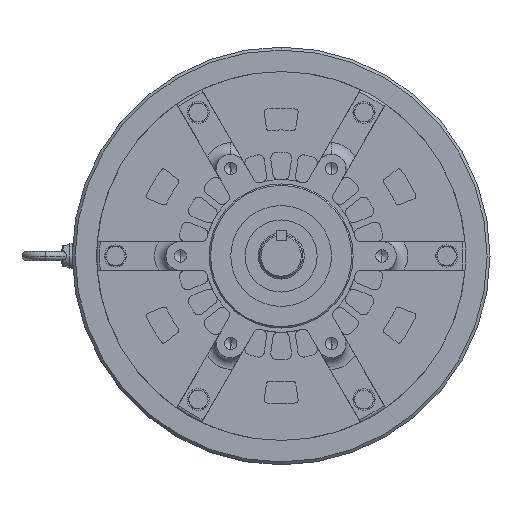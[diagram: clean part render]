
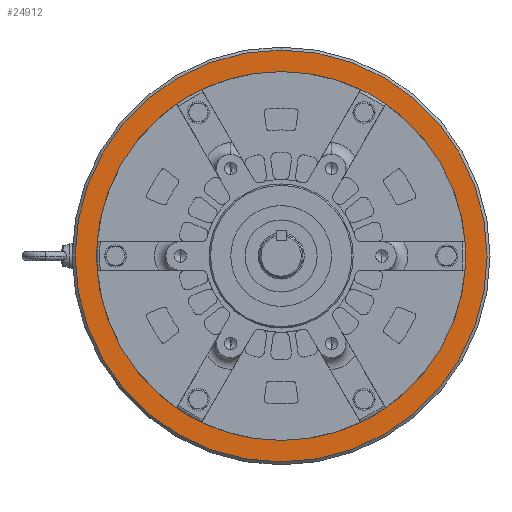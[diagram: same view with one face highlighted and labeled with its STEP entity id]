
A CAD part, left-side view. The second image highlights one B-rep face of the part: STEP entity #24912.
In plain terms, the highlighted planar face has unit normal (-1, 0, 0).
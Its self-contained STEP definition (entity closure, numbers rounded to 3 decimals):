
#321 = DIRECTION ( 'NONE',  ( -1., 0., 0. ) ) ;
#1226 = CIRCLE ( 'NONE', #2618, 128. ) ;
#1490 = CARTESIAN_POINT ( 'NONE',  ( 61.5, 0., -128. ) ) ;
#2258 = DIRECTION ( 'NONE',  ( 0., 0., 1. ) ) ;
#2618 = AXIS2_PLACEMENT_3D ( 'NONE', #17067, #6244, #6150 ) ;
#3504 = EDGE_LOOP ( 'NONE', ( #21023, #19870 ) ) ;
#4517 = CARTESIAN_POINT ( 'NONE',  ( 61.5, 0., -143. ) ) ;
#5224 = AXIS2_PLACEMENT_3D ( 'NONE', #26937, #321, #2258 ) ;
#6150 = DIRECTION ( 'NONE',  ( 0., 0., 1. ) ) ;
#6244 = DIRECTION ( 'NONE',  ( -1., 0., 0. ) ) ;
#7333 = EDGE_CURVE ( 'NONE', #26763, #21650, #1226, .T. ) ;
#7483 = EDGE_CURVE ( 'NONE', #21521, #7539, #27864, .T. ) ;
#7539 = VERTEX_POINT ( 'NONE', #28602 ) ;
#7737 = ORIENTED_EDGE ( 'NONE', *, *, #7483, .T. ) ;
#7993 = EDGE_CURVE ( 'NONE', #7539, #21521, #14335, .T. ) ;
#7996 = AXIS2_PLACEMENT_3D ( 'NONE', #9082, #26687, #26777 ) ;
#8875 = AXIS2_PLACEMENT_3D ( 'NONE', #13226, #15268, #15458 ) ;
#9082 = CARTESIAN_POINT ( 'NONE',  ( 61.5, 0., 0. ) ) ;
#10483 = EDGE_LOOP ( 'NONE', ( #7737, #20004 ) ) ;
#12047 = CIRCLE ( 'NONE', #17344, 128. ) ;
#13226 = CARTESIAN_POINT ( 'NONE',  ( 61.5, 0., 0. ) ) ;
#13703 = CARTESIAN_POINT ( 'NONE',  ( 61.5, 0., 128. ) ) ;
#14335 = CIRCLE ( 'NONE', #5224, 143. ) ;
#14592 = FACE_BOUND ( 'NONE', #3504, .T. ) ;
#15268 = DIRECTION ( 'NONE',  ( -1., 0., 0. ) ) ;
#15458 = DIRECTION ( 'NONE',  ( 0., 0., 1. ) ) ;
#16113 = EDGE_CURVE ( 'NONE', #21650, #26763, #12047, .T. ) ;
#16394 = CARTESIAN_POINT ( 'NONE',  ( 61.5, 0., 0. ) ) ;
#17067 = CARTESIAN_POINT ( 'NONE',  ( 61.5, 0., 0. ) ) ;
#17335 = FACE_OUTER_BOUND ( 'NONE', #10483, .T. ) ;
#17344 = AXIS2_PLACEMENT_3D ( 'NONE', #16394, #18685, #20836 ) ;
#18685 = DIRECTION ( 'NONE',  ( -1., 0., 0. ) ) ;
#19870 = ORIENTED_EDGE ( 'NONE', *, *, #16113, .F. ) ;
#20004 = ORIENTED_EDGE ( 'NONE', *, *, #7993, .T. ) ;
#20836 = DIRECTION ( 'NONE',  ( 0., 0., 1. ) ) ;
#21023 = ORIENTED_EDGE ( 'NONE', *, *, #7333, .F. ) ;
#21521 = VERTEX_POINT ( 'NONE', #4517 ) ;
#21650 = VERTEX_POINT ( 'NONE', #1490 ) ;
#24912 = ADVANCED_FACE ( 'NONE', ( #17335, #14592 ), #26491, .T. ) ;
#26491 = PLANE ( 'NONE',  #8875 ) ;
#26687 = DIRECTION ( 'NONE',  ( -1., 0., 0. ) ) ;
#26763 = VERTEX_POINT ( 'NONE', #13703 ) ;
#26777 = DIRECTION ( 'NONE',  ( 0., 0., 1. ) ) ;
#26937 = CARTESIAN_POINT ( 'NONE',  ( 61.5, 0., 0. ) ) ;
#27864 = CIRCLE ( 'NONE', #7996, 143. ) ;
#28602 = CARTESIAN_POINT ( 'NONE',  ( 61.5, 0., 143. ) ) ;
